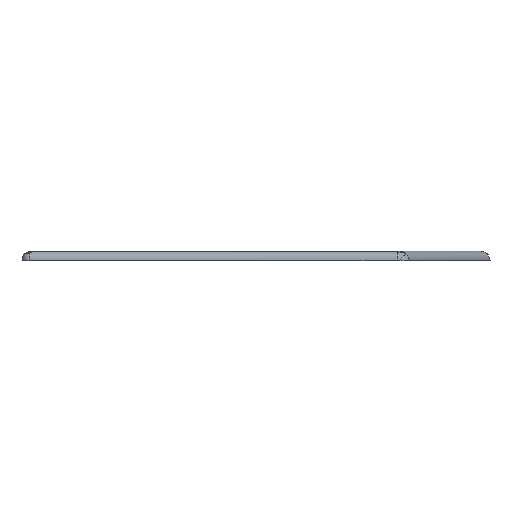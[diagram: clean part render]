
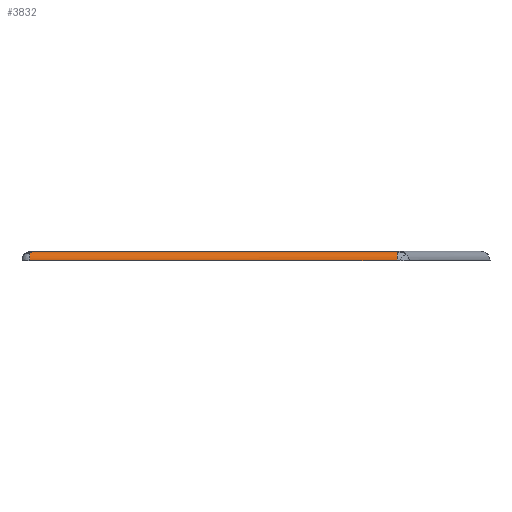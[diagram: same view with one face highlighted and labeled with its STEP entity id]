
A CAD part, left-side view. The second image highlights one B-rep face of the part: STEP entity #3832.
In plain terms, the highlighted cylindrical face has radius 2 mm (diameter 4 mm), a partial arc.
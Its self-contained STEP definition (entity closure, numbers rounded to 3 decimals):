
#174=LINE('',#5865,#546);
#175=LINE('',#5911,#547);
#546=VECTOR('',#4523,10.);
#547=VECTOR('',#4524,10.);
#907=CYLINDRICAL_SURFACE('',#4064,2.);
#1014=FACE_OUTER_BOUND('',#1211,.T.);
#1211=EDGE_LOOP('',(#2704,#2705,#2706,#2707,#2708,#2709));
#1456=CIRCLE('',#4065,2.);
#1457=CIRCLE('',#4066,2.);
#1642=B_SPLINE_CURVE_WITH_KNOTS('',3,(#5852,#5853,#5854,#5855,#5856,#5857,
#5858,#5859,#5860,#5861),.UNSPECIFIED.,.F.,.F.,(4,2,2,2,4),(0.202,
0.211,0.23,0.25,0.259),
 .UNSPECIFIED.);
#1643=B_SPLINE_CURVE_WITH_KNOTS('',3,(#5867,#5868,#5869,#5870,#5871,#5872,
#5873,#5874,#5875,#5876,#5877,#5878,#5879,#5880,#5881,#5882,#5883,#5884,
#5885,#5886,#5887,#5888,#5889,#5890,#5891,#5892,#5893,#5894,#5895,#5896,
#5897,#5898,#5899,#5900,#5901,#5902,#5903,#5904,#5905,#5906,#5907,#5908,
#5909),.UNSPECIFIED.,.F.,.F.,(4,3,3,3,3,3,3,3,3,3,3,3,3,3,4),(0.,0.112,
0.224,0.336,0.447,0.559,
0.671,0.784,0.895,1.007,1.119,
1.232,1.344,1.457,1.571),
 .UNSPECIFIED.);
#1686=VERTEX_POINT('',#5850);
#1687=VERTEX_POINT('',#5851);
#1688=VERTEX_POINT('',#5862);
#1689=VERTEX_POINT('',#5864);
#1690=VERTEX_POINT('',#5866);
#1691=VERTEX_POINT('',#5910);
#2093=EDGE_CURVE('',#1686,#1687,#1642,.T.);
#2094=EDGE_CURVE('',#1687,#1688,#1456,.T.);
#2095=EDGE_CURVE('',#1689,#1688,#174,.T.);
#2096=EDGE_CURVE('',#1689,#1690,#1643,.T.);
#2097=EDGE_CURVE('',#1690,#1691,#175,.T.);
#2098=EDGE_CURVE('',#1691,#1686,#1457,.T.);
#2704=ORIENTED_EDGE('',*,*,#2093,.T.);
#2705=ORIENTED_EDGE('',*,*,#2094,.T.);
#2706=ORIENTED_EDGE('',*,*,#2095,.F.);
#2707=ORIENTED_EDGE('',*,*,#2096,.T.);
#2708=ORIENTED_EDGE('',*,*,#2097,.T.);
#2709=ORIENTED_EDGE('',*,*,#2098,.T.);
#3832=ADVANCED_FACE('',(#1014),#907,.T.);
#4064=AXIS2_PLACEMENT_3D('',#5849,#4519,#4520);
#4065=AXIS2_PLACEMENT_3D('',#5863,#4521,#4522);
#4066=AXIS2_PLACEMENT_3D('',#5912,#4525,#4526);
#4519=DIRECTION('center_axis',(-0.173,-0.985,0.));
#4520=DIRECTION('ref_axis',(-0.696,0.122,0.707));
#4521=DIRECTION('center_axis',(-0.173,-0.985,0.));
#4522=DIRECTION('ref_axis',(0.,0.,1.));
#4523=DIRECTION('',(0.173,0.985,0.));
#4524=DIRECTION('',(0.173,0.985,0.));
#4525=DIRECTION('center_axis',(-0.173,-0.985,0.));
#4526=DIRECTION('ref_axis',(0.,0.,1.));
#5849=CARTESIAN_POINT('Origin',(12.488,-23.461,0.));
#5850=CARTESIAN_POINT('',(15.6,-4.411,1.987));
#5851=CARTESIAN_POINT('',(15.064,-4.317,1.845));
#5852=CARTESIAN_POINT('Ctrl Pts',(15.6,-4.411,1.987));
#5853=CARTESIAN_POINT('Ctrl Pts',(15.572,-4.423,1.984));
#5854=CARTESIAN_POINT('Ctrl Pts',(15.542,-4.432,1.98));
#5855=CARTESIAN_POINT('Ctrl Pts',(15.446,-4.453,1.966));
#5856=CARTESIAN_POINT('Ctrl Pts',(15.379,-4.454,1.952));
#5857=CARTESIAN_POINT('Ctrl Pts',(15.254,-4.432,1.92));
#5858=CARTESIAN_POINT('Ctrl Pts',(15.189,-4.407,1.898));
#5859=CARTESIAN_POINT('Ctrl Pts',(15.108,-4.354,1.865));
#5860=CARTESIAN_POINT('Ctrl Pts',(15.085,-4.336,1.855));
#5861=CARTESIAN_POINT('Ctrl Pts',(15.064,-4.317,1.845));
#5862=CARTESIAN_POINT('',(13.854,-4.105,0.));
#5863=CARTESIAN_POINT('Origin',(15.824,-4.45,0.));
#5864=CARTESIAN_POINT('',(-0.425,-85.475,0.));
#5865=CARTESIAN_POINT('',(13.75,-4.7,0.));
#5866=CARTESIAN_POINT('',(1.546,-85.812,2.));
#5867=CARTESIAN_POINT('Ctrl Pts',(-0.425,-85.475,0.));
#5868=CARTESIAN_POINT('Ctrl Pts',(-0.425,-85.475,
0.075));
#5869=CARTESIAN_POINT('Ctrl Pts',(-0.421,-85.475,0.149));
#5870=CARTESIAN_POINT('Ctrl Pts',(-0.413,-85.477,
0.223));
#5871=CARTESIAN_POINT('Ctrl Pts',(-0.404,-85.478,
0.297));
#5872=CARTESIAN_POINT('Ctrl Pts',(-0.392,-85.48,
0.371));
#5873=CARTESIAN_POINT('Ctrl Pts',(-0.376,-85.482,0.444));
#5874=CARTESIAN_POINT('Ctrl Pts',(-0.359,-85.485,
0.516));
#5875=CARTESIAN_POINT('Ctrl Pts',(-0.339,-85.488,0.588));
#5876=CARTESIAN_POINT('Ctrl Pts',(-0.315,-85.492,
0.659));
#5877=CARTESIAN_POINT('Ctrl Pts',(-0.291,-85.497,
0.729));
#5878=CARTESIAN_POINT('Ctrl Pts',(-0.263,-85.501,
0.798));
#5879=CARTESIAN_POINT('Ctrl Pts',(-0.231,-85.507,
0.865));
#5880=CARTESIAN_POINT('Ctrl Pts',(-0.199,-85.512,
0.932));
#5881=CARTESIAN_POINT('Ctrl Pts',(-0.163,-85.518,0.998));
#5882=CARTESIAN_POINT('Ctrl Pts',(-0.124,-85.525,
1.061));
#5883=CARTESIAN_POINT('Ctrl Pts',(-0.085,-85.531,
1.124));
#5884=CARTESIAN_POINT('Ctrl Pts',(-0.043,-85.539,
1.185));
#5885=CARTESIAN_POINT('Ctrl Pts',(0.003,-85.546,
1.244));
#5886=CARTESIAN_POINT('Ctrl Pts',(0.049,-85.554,
1.302));
#5887=CARTESIAN_POINT('Ctrl Pts',(0.098,-85.563,
1.358));
#5888=CARTESIAN_POINT('Ctrl Pts',(0.15,-85.572,1.412));
#5889=CARTESIAN_POINT('Ctrl Pts',(0.202,-85.58,1.464));
#5890=CARTESIAN_POINT('Ctrl Pts',(0.257,-85.59,1.514));
#5891=CARTESIAN_POINT('Ctrl Pts',(0.314,-85.6,1.561));
#5892=CARTESIAN_POINT('Ctrl Pts',(0.371,-85.61,1.608));
#5893=CARTESIAN_POINT('Ctrl Pts',(0.431,-85.62,1.651));
#5894=CARTESIAN_POINT('Ctrl Pts',(0.494,-85.631,1.691));
#5895=CARTESIAN_POINT('Ctrl Pts',(0.556,-85.641,1.731));
#5896=CARTESIAN_POINT('Ctrl Pts',(0.62,-85.652,1.767));
#5897=CARTESIAN_POINT('Ctrl Pts',(0.686,-85.664,1.799));
#5898=CARTESIAN_POINT('Ctrl Pts',(0.753,-85.675,1.832));
#5899=CARTESIAN_POINT('Ctrl Pts',(0.821,-85.687,1.861));
#5900=CARTESIAN_POINT('Ctrl Pts',(0.891,-85.699,1.886));
#5901=CARTESIAN_POINT('Ctrl Pts',(0.961,-85.711,1.911));
#5902=CARTESIAN_POINT('Ctrl Pts',(1.031,-85.723,1.932));
#5903=CARTESIAN_POINT('Ctrl Pts',(1.103,-85.736,1.949));
#5904=CARTESIAN_POINT('Ctrl Pts',(1.176,-85.748,1.966));
#5905=CARTESIAN_POINT('Ctrl Pts',(1.249,-85.761,1.979));
#5906=CARTESIAN_POINT('Ctrl Pts',(1.323,-85.774,1.987));
#5907=CARTESIAN_POINT('Ctrl Pts',(1.397,-85.787,1.996));
#5908=CARTESIAN_POINT('Ctrl Pts',(1.472,-85.799,2.));
#5909=CARTESIAN_POINT('Ctrl Pts',(1.546,-85.812,2.));
#5910=CARTESIAN_POINT('',(15.824,-4.45,2.));
#5911=CARTESIAN_POINT('',(12.488,-23.461,2.));
#5912=CARTESIAN_POINT('Origin',(15.824,-4.45,0.));
